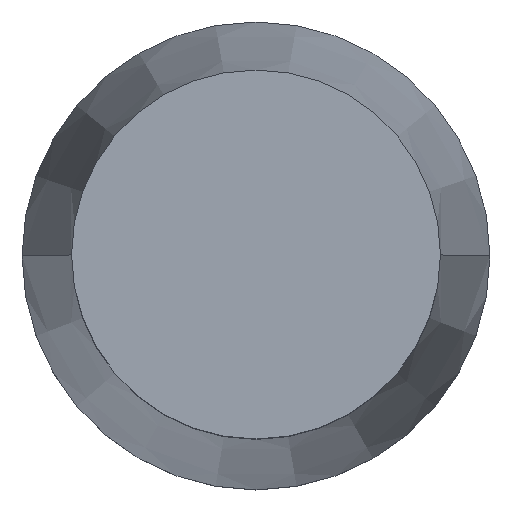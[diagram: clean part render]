
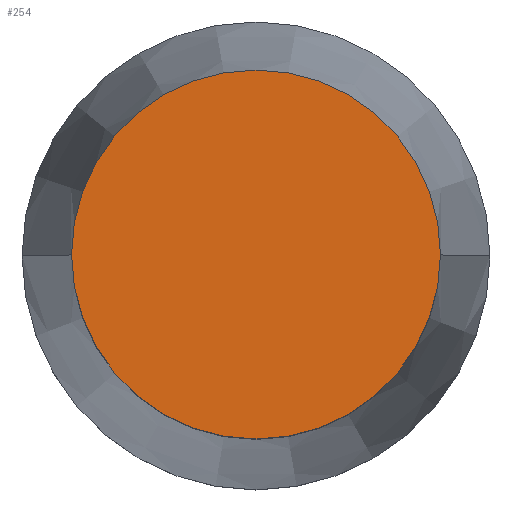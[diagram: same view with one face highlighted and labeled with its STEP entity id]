
A CAD part, top view. The second image highlights one B-rep face of the part: STEP entity #254.
In plain terms, the highlighted planar face has unit normal (0, 0, 1).
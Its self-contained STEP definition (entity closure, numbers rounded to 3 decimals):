
#23 = DIRECTION ( 'NONE',  ( 1., 0., 0. ) ) ;
#24 = EDGE_LOOP ( 'NONE', ( #532, #445 ) ) ;
#73 = FACE_OUTER_BOUND ( 'NONE', #24, .T. ) ;
#96 = PLANE ( 'NONE',  #173 ) ;
#118 = AXIS2_PLACEMENT_3D ( 'NONE', #446, #264, #156 ) ;
#150 = AXIS2_PLACEMENT_3D ( 'NONE', #473, #351, #23 ) ;
#156 = DIRECTION ( 'NONE',  ( 1., 0., 0. ) ) ;
#173 = AXIS2_PLACEMENT_3D ( 'NONE', #676, #503, #214 ) ;
#175 = CIRCLE ( 'NONE', #150, 10.25 ) ;
#208 = EDGE_CURVE ( 'NONE', #235, #575, #353, .T. ) ;
#214 = DIRECTION ( 'NONE',  ( -1., 0., 0. ) ) ;
#235 = VERTEX_POINT ( 'NONE', #671 ) ;
#254 = ADVANCED_FACE ( 'NONE', ( #73 ), #96, .F. ) ;
#264 = DIRECTION ( 'NONE',  ( 0., 0., 1. ) ) ;
#351 = DIRECTION ( 'NONE',  ( 0., 0., 1. ) ) ;
#353 = CIRCLE ( 'NONE', #118, 10.25 ) ;
#445 = ORIENTED_EDGE ( 'NONE', *, *, #208, .T. ) ;
#446 = CARTESIAN_POINT ( 'NONE',  ( 0., 0., 0. ) ) ;
#473 = CARTESIAN_POINT ( 'NONE',  ( 0., 0., 0. ) ) ;
#482 = CARTESIAN_POINT ( 'NONE',  ( 10.25, 0., 0. ) ) ;
#503 = DIRECTION ( 'NONE',  ( 0., 0., -1. ) ) ;
#532 = ORIENTED_EDGE ( 'NONE', *, *, #606, .T. ) ;
#575 = VERTEX_POINT ( 'NONE', #482 ) ;
#606 = EDGE_CURVE ( 'NONE', #575, #235, #175, .T. ) ;
#671 = CARTESIAN_POINT ( 'NONE',  ( -10.25, 0., 0. ) ) ;
#676 = CARTESIAN_POINT ( 'NONE',  ( 0., 0., 0. ) ) ;
